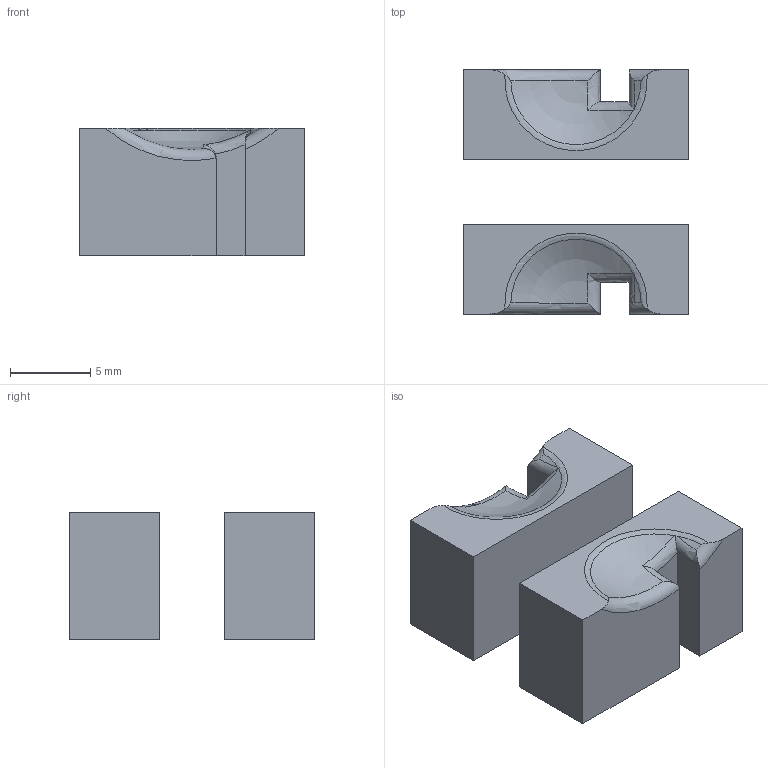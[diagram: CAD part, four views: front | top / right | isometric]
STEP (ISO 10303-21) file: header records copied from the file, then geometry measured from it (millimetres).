
FILE_DESCRIPTION(/* description */ (''),/* implementation_level */ '2;1');
FILE_NAME(/* name */ 'switch v9.step',/* time_stamp */ '2025-05-31T00:29:08+09:00',/* author */ (''),/* organization */ (''),/* preprocessor_version */ 'ST-DEVELOPER v20.1',/* originating_system */ 'Autodesk Translation Framework v14.10.0.0',/* authorisation */ '');
FILE_SCHEMA (('AUTOMOTIVE_DESIGN { 1 0 10303 214 3 1 1 }'));
Length unit declared in the file: millimetre
Products named in the file (1): switch
Bounding box: 14 x 15.2 x 7.9 mm (x, y, z)
Volume: 1138.9 mm3; surface area: 958.6 mm2
Topology: 2 solids, 2 shells, 36 faces, 96 edges, 64 vertices
Faces by surface type: plane 20, torus 12, sphere 4
Entity records: 1286 total; most frequent: CARTESIAN_POINT 381, ORIENTED_EDGE 192, DIRECTION 168, EDGE_CURVE 96, VERTEX_POINT 64, AXIS2_PLACEMENT_3D 63, LINE 42, VECTOR 42
